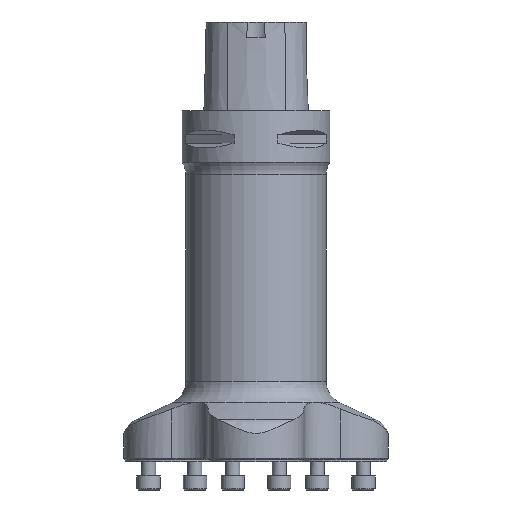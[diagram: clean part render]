
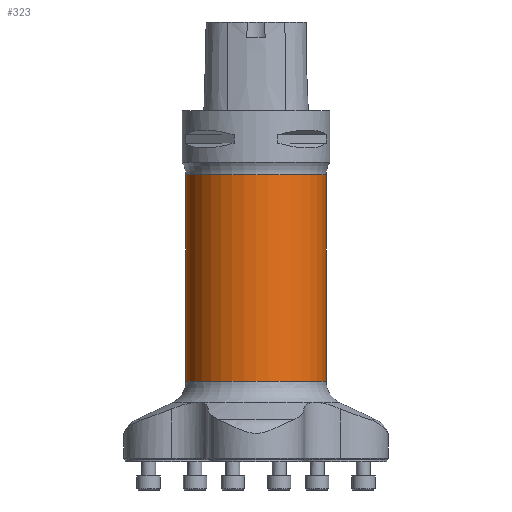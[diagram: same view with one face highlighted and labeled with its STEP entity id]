
A CAD part, front view. The second image highlights one B-rep face of the part: STEP entity #323.
In plain terms, the highlighted cylindrical face has radius 30 mm (diameter 60 mm), a full revolution.
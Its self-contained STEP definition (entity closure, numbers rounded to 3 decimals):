
#107=FACE_BOUND('',#583,.T.);
#108=FACE_BOUND('',#584,.T.);
#323=ADVANCED_FACE('',(#107,#108),#457,.T.);
#457=CYLINDRICAL_SURFACE('',#1994,30.);
#583=EDGE_LOOP('',(#1048));
#584=EDGE_LOOP('',(#1049));
#843=CIRCLE('',#1987,30.);
#844=CIRCLE('',#1993,30.);
#1048=ORIENTED_EDGE('',*,*,#1619,.T.);
#1049=ORIENTED_EDGE('',*,*,#1620,.T.);
#1431=VERTEX_POINT('',#3094);
#1432=VERTEX_POINT('',#3101);
#1619=EDGE_CURVE('',#1431,#1431,#843,.T.);
#1620=EDGE_CURVE('',#1432,#1432,#844,.T.);
#1987=AXIS2_PLACEMENT_3D('',#3093,#2320,#2321);
#1993=AXIS2_PLACEMENT_3D('',#3100,#2332,#2333);
#1994=AXIS2_PLACEMENT_3D('',#3102,#2334,#2335);
#2320=DIRECTION('',(0.,0.,1.));
#2321=DIRECTION('',(-1.,0.,0.));
#2332=DIRECTION('',(0.,0.,-1.));
#2333=DIRECTION('',(1.,0.,0.));
#2334=DIRECTION('',(0.,0.,-1.));
#2335=DIRECTION('',(-1.,0.,0.));
#3093=CARTESIAN_POINT('',(0.,0.,
-115.629));
#3094=CARTESIAN_POINT('',(-30.,0.,-115.629));
#3100=CARTESIAN_POINT('',(0.,0.,
-27.268));
#3101=CARTESIAN_POINT('',(30.,0.,-27.268));
#3102=CARTESIAN_POINT('',(0.,0.,
-72.));
